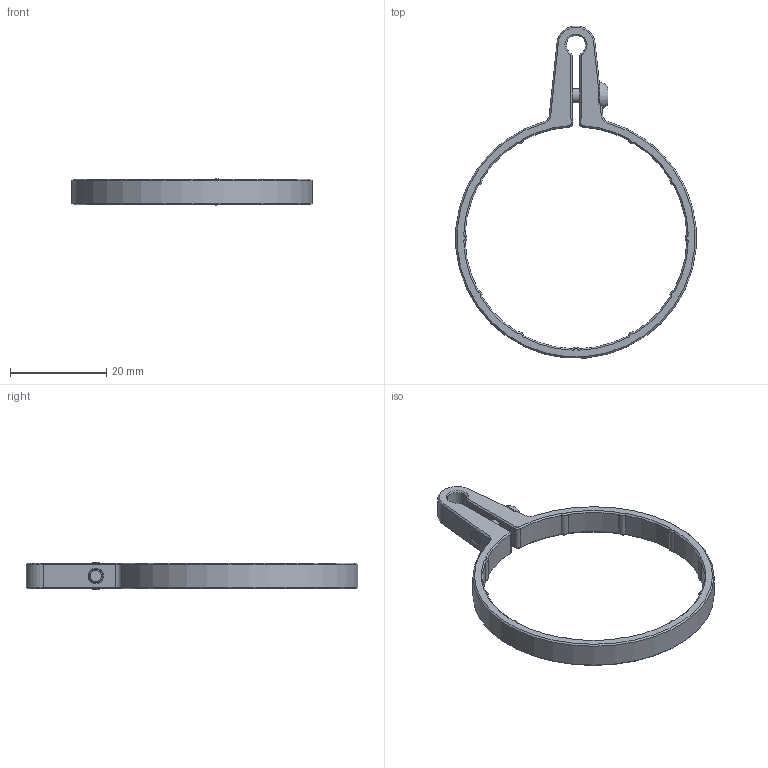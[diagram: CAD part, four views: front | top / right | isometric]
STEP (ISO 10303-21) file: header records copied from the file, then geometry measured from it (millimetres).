
FILE_DESCRIPTION(/* description */ (''),/* implementation_level */ '2;1');
FILE_NAME(/* name */ 'akren_ep5_throw_lever.step',/* time_stamp */ '2023-11-17T01:27:23+13:00',/* author */ (''),/* organization */ (''),/* preprocessor_version */ 'ST-DEVELOPER v20',/* originating_system */ 'Autodesk Translation Framework v12.14.0.127',/* authorisation */ '');
FILE_SCHEMA (('AUTOMOTIVE_DESIGN { 1 0 10303 214 3 1 1 }'));
Length unit declared in the file: millimetre
Products named in the file (3): akren_ep5_throw_lever; M3x10 BHCS; arken_ep5_throw_lever
Assembly tree (2 placements, depth 2):
  akren_ep5_throw_lever
    M3x10 BHCS
    arken_ep5_throw_lever
Bounding box: 49.91 x 68.96 x 5.7 mm (x, y, z)
Volume: 2386.3 mm3; surface area: 2997.3 mm2
Topology: 2 solids, 2 shells, 151 faces, 355 edges, 208 vertices
Faces by surface type: cone 68, plane 43, cylinder 37, bspline 3
Full cylindrical faces by diameter (mm): 2.8 x1, 3 x1, 3.4 x1
Entity records: 4533 total; most frequent: CARTESIAN_POINT 990, DIRECTION 763, ORIENTED_EDGE 708, EDGE_CURVE 354, AXIS2_PLACEMENT_3D 308, VERTEX_POINT 208, EDGE_LOOP 158, FACE_OUTER_BOUND 151
